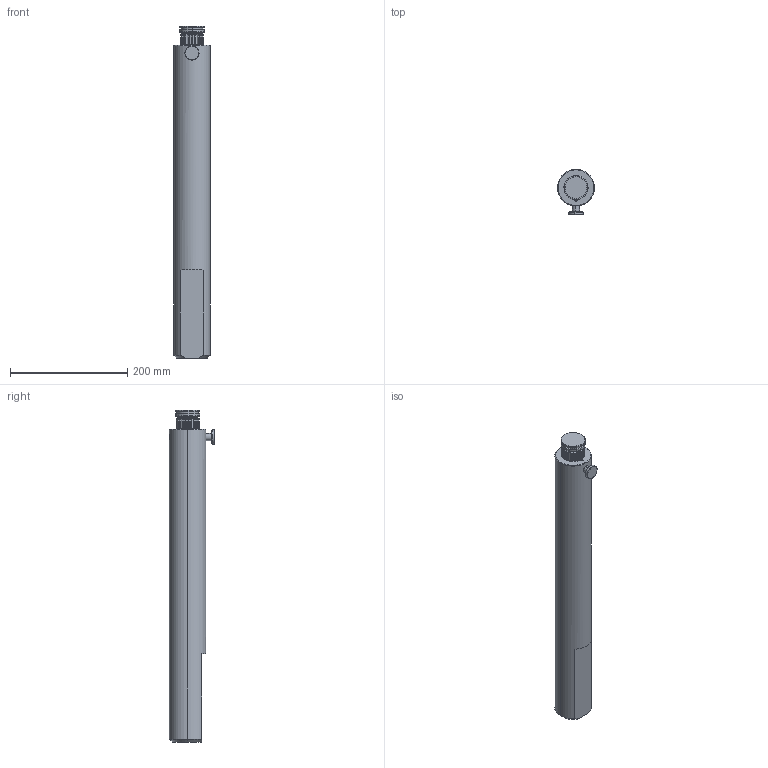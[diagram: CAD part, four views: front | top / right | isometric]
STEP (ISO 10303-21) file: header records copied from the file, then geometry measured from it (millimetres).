
FILE_DESCRIPTION (( 'STEP AP214' ), '1' );
FILE_NAME ('ERA45-21.STEP', '2016-09-27T12:21:09', ( '' ), ( '' ), 'SwSTEP 2.0', 'SolidWorks 2016', '' );
FILE_SCHEMA (( 'AUTOMOTIVE_DESIGN' ));
Length unit declared in the file: millimetre
Products named in the file (9): FAS004MD008; SPC010CA003; din_464_m6_16_ni; TTC045ES001; TTC045JS004; TTC045AS001; TTC045KS002; TTC045QA021; ERA45-21
Assembly tree (8 placements, depth 2):
  ERA45-21
    TTC045QA021
    TTC045KS002
    TTC045AS001
    TTC045JS004
    TTC045ES001
    din_464_m6_16_ni
    SPC010CA003
    FAS004MD008
Bounding box: 62.5 x 77.34 x 565.5 mm (x, y, z)
Volume: 1417787.9 mm3; surface area: 180181.4 mm2
Topology: 8 solids, 8 shells, 335 faces, 844 edges, 532 vertices
Faces by surface type: plane 127, cylinder 113, cone 75, torus 12, bspline 8
Entity records: 12759 total; most frequent: CARTESIAN_POINT 4269, DIRECTION 1699, ORIENTED_EDGE 1676, EDGE_CURVE 838, AXIS2_PLACEMENT_3D 654, VERTEX_POINT 532, VECTOR 391, LINE 391
